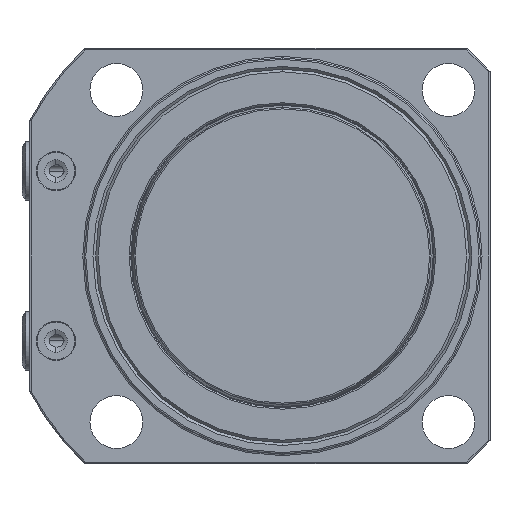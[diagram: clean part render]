
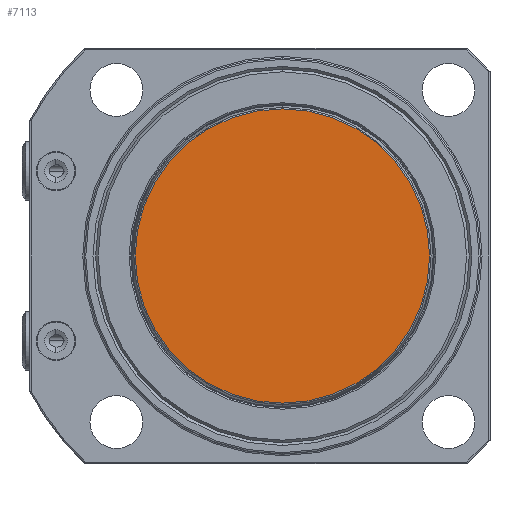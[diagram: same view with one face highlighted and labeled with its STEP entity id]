
A CAD part, front view. The second image highlights one B-rep face of the part: STEP entity #7113.
In plain terms, the highlighted planar face has unit normal (0, -1, 0).
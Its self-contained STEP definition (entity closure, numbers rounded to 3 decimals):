
#56 = EDGE_LOOP ( 'NONE', ( #673, #671 ) ) ;
#278 = CARTESIAN_POINT ( 'NONE',  ( 0., 0., 0. ) ) ;
#279 = DIRECTION ( 'NONE',  ( 0., -1., 0. ) ) ;
#280 = DIRECTION ( 'NONE',  ( 0., 0., 1. ) ) ;
#370 = CARTESIAN_POINT ( 'NONE',  ( 0., 0., 0. ) ) ;
#371 = DIRECTION ( 'NONE',  ( 0., -1., 0. ) ) ;
#372 = DIRECTION ( 'NONE',  ( 0., 0., 1. ) ) ;
#671 = ORIENTED_EDGE ( 'NONE', *, *, #1387, .T. ) ;
#673 = ORIENTED_EDGE ( 'NONE', *, *, #1413, .T. ) ;
#1387 = EDGE_CURVE ( 'NONE', #2802, #2801, #7632, .T. ) ;
#1413 = EDGE_CURVE ( 'NONE', #2801, #2802, #7619, .T. ) ;
#1892 = CARTESIAN_POINT ( 'NONE',  ( 0., 0., 38.992 ) ) ;
#1893 = CARTESIAN_POINT ( 'NONE',  ( 0., 0., -38.992 ) ) ;
#2801 = VERTEX_POINT ( 'NONE', #1892 ) ;
#2802 = VERTEX_POINT ( 'NONE', #1893 ) ;
#3040 = PLANE ( 'NONE',  #4715 ) ;
#3041 = CARTESIAN_POINT ( 'NONE',  ( 39.272, 0., 0. ) ) ;
#3042 = DIRECTION ( 'NONE',  ( 0., 1., 0. ) ) ;
#3043 = DIRECTION ( 'NONE',  ( 0., 0., 1. ) ) ;
#4715 = AXIS2_PLACEMENT_3D ( 'NONE', #3041, #3042, #3043 ) ;
#4721 = FACE_OUTER_BOUND ( 'NONE', #56, .T. ) ;
#5010 = AXIS2_PLACEMENT_3D ( 'NONE', #370, #371, #372 ) ;
#5030 = AXIS2_PLACEMENT_3D ( 'NONE', #278, #279, #280 ) ;
#7113 = ADVANCED_FACE ( 'NONE', ( #4721 ), #3040, .F. ) ;
#7619 = CIRCLE ( 'NONE', #5010, 38.992 ) ;
#7632 = CIRCLE ( 'NONE', #5030, 38.992 ) ;
